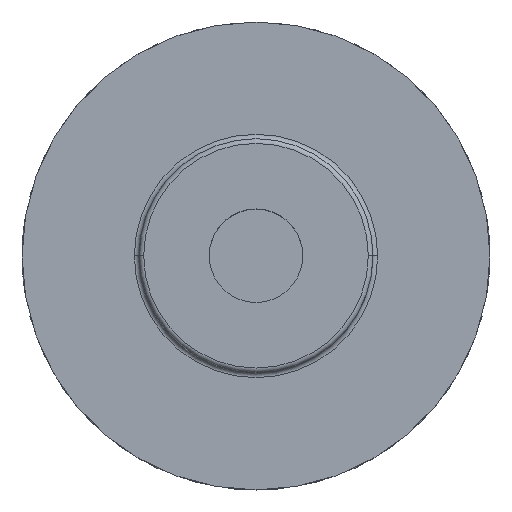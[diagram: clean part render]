
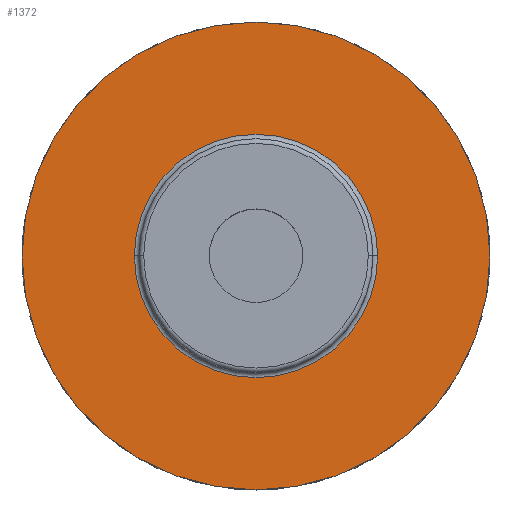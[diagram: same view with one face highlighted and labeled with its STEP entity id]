
A CAD part, top view. The second image highlights one B-rep face of the part: STEP entity #1372.
In plain terms, the highlighted planar face has unit normal (0, 0, 1).
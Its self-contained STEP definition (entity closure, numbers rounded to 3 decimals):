
#72 = ORIENTED_EDGE ( 'NONE', *, *, #1324, .F. ) ;
#144 = CARTESIAN_POINT ( 'NONE',  ( -50., 0., 38. ) ) ;
#145 = DIRECTION ( 'NONE',  ( -1., 0., 0. ) ) ;
#243 = CARTESIAN_POINT ( 'NONE',  ( 50., 0., 38. ) ) ;
#282 = CARTESIAN_POINT ( 'NONE',  ( 0., 0., 38. ) ) ;
#295 = DIRECTION ( 'NONE',  ( -1., 0., 0. ) ) ;
#320 = CIRCLE ( 'NONE', #1795, 50. ) ;
#376 = CARTESIAN_POINT ( 'NONE',  ( 0., 0., 38. ) ) ;
#448 = ORIENTED_EDGE ( 'NONE', *, *, #619, .T. ) ;
#533 = DIRECTION ( 'NONE',  ( -1., 0., 0. ) ) ;
#546 = EDGE_LOOP ( 'NONE', ( #1514, #448 ) ) ;
#559 = AXIS2_PLACEMENT_3D ( 'NONE', #376, #1066, #1348 ) ;
#571 = ORIENTED_EDGE ( 'NONE', *, *, #1501, .F. ) ;
#588 = FACE_OUTER_BOUND ( 'NONE', #1285, .T. ) ;
#619 = EDGE_CURVE ( 'NONE', #1202, #1626, #1177, .T. ) ;
#643 = VERTEX_POINT ( 'NONE', #243 ) ;
#675 = CIRCLE ( 'NONE', #1019, 26. ) ;
#798 = CARTESIAN_POINT ( 'NONE',  ( 0., 0., 38. ) ) ;
#933 = DIRECTION ( 'NONE',  ( -1., 0., 0. ) ) ;
#961 = CARTESIAN_POINT ( 'NONE',  ( 0., 0., 38. ) ) ;
#968 = DIRECTION ( 'NONE',  ( 0., 0., -1. ) ) ;
#1019 = AXIS2_PLACEMENT_3D ( 'NONE', #1833, #1816, #145 ) ;
#1066 = DIRECTION ( 'NONE',  ( 0., 0., -1. ) ) ;
#1096 = EDGE_CURVE ( 'NONE', #1626, #1202, #675, .T. ) ;
#1112 = DIRECTION ( 'NONE',  ( 0., 0., -1. ) ) ;
#1177 = CIRCLE ( 'NONE', #559, 26. ) ;
#1202 = VERTEX_POINT ( 'NONE', #1279 ) ;
#1234 = AXIS2_PLACEMENT_3D ( 'NONE', #282, #968, #295 ) ;
#1279 = CARTESIAN_POINT ( 'NONE',  ( 26., 0., 38. ) ) ;
#1285 = EDGE_LOOP ( 'NONE', ( #72, #571 ) ) ;
#1324 = EDGE_CURVE ( 'NONE', #1770, #643, #320, .T. ) ;
#1348 = DIRECTION ( 'NONE',  ( -1., 0., 0. ) ) ;
#1353 = FACE_BOUND ( 'NONE', #546, .T. ) ;
#1372 = ADVANCED_FACE ( 'NONE', ( #1353, #588 ), #1535, .F. ) ;
#1501 = EDGE_CURVE ( 'NONE', #643, #1770, #1632, .T. ) ;
#1514 = ORIENTED_EDGE ( 'NONE', *, *, #1096, .T. ) ;
#1535 = PLANE ( 'NONE',  #1708 ) ;
#1626 = VERTEX_POINT ( 'NONE', #1748 ) ;
#1632 = CIRCLE ( 'NONE', #1234, 50. ) ;
#1708 = AXIS2_PLACEMENT_3D ( 'NONE', #961, #1112, #533 ) ;
#1748 = CARTESIAN_POINT ( 'NONE',  ( -26., 0., 38. ) ) ;
#1770 = VERTEX_POINT ( 'NONE', #144 ) ;
#1787 = DIRECTION ( 'NONE',  ( 0., 0., -1. ) ) ;
#1795 = AXIS2_PLACEMENT_3D ( 'NONE', #798, #1787, #933 ) ;
#1816 = DIRECTION ( 'NONE',  ( 0., 0., -1. ) ) ;
#1833 = CARTESIAN_POINT ( 'NONE',  ( 0., 0., 38. ) ) ;
